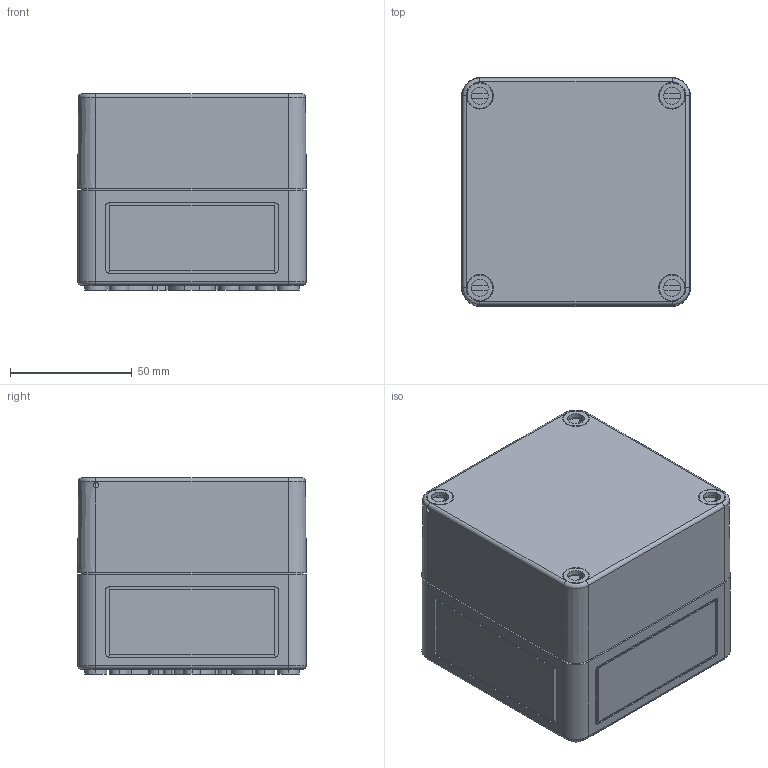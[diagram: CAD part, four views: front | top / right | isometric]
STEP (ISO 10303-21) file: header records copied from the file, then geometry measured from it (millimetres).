
FILE_DESCRIPTION (( 'STEP AP203' ), '1' );
FILE_NAME ('60090922.step', '2014-12-03T14:59:30', ( 'Windows-Benutzer' ), ( '' ), 'SwSTEP 2.0', 'SolidWorks 2014', '' );
FILE_SCHEMA (( 'CONFIG_CONTROL_DESIGN' ));
Length unit declared in the file: millimetre
Products named in the file (4): Deckel_TK99-8-t60090922; Schraube_TK58mm-schwarz60090922; 60090922; Kasten_TK99-o60090922
Assembly tree (6 placements, depth 2):
  60090922
    Kasten_TK99-o60090922
    Deckel_TK99-8-t60090922
    Schraube_TK58mm-schwarz60090922  x4
Bounding box: 94 x 94 x 80.7 mm (x, y, z)
Volume: 166194 mm3; surface area: 119836.4 mm2
Topology: 6 solids, 6 shells, 918 faces, 2330 edges, 1524 vertices
Faces by surface type: plane 532, cylinder 296, cone 74, torus 16
Entity records: 21278 total; most frequent: DIRECTION 3750, CARTESIAN_POINT 3740, ORIENTED_EDGE 3460, EDGE_CURVE 1730, AXIS2_PLACEMENT_3D 1374, VERTEX_POINT 1128, VECTOR 1002, LINE 1002
